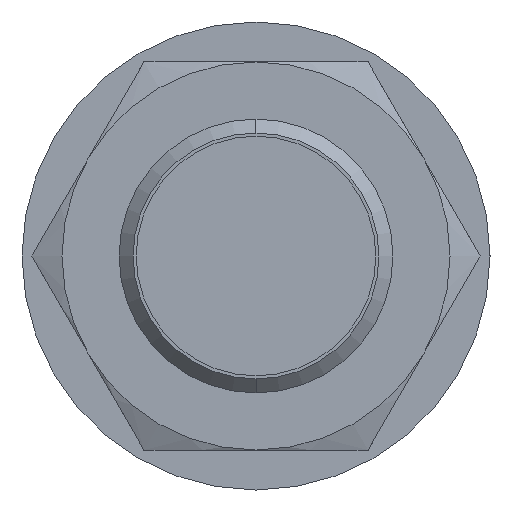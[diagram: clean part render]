
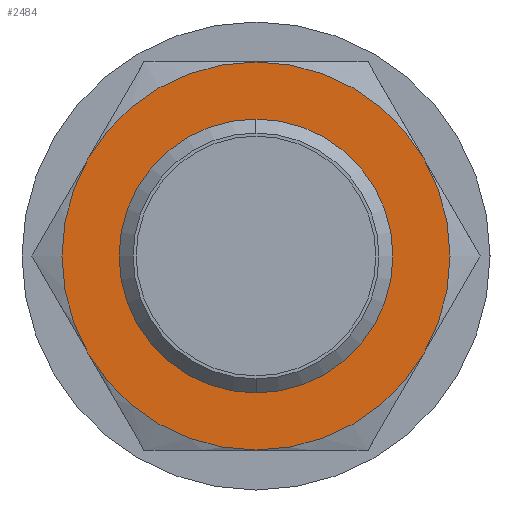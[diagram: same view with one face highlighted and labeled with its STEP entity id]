
A CAD part, left-side view. The second image highlights one B-rep face of the part: STEP entity #2484.
In plain terms, the highlighted planar face has unit normal (-1, 0, 0).
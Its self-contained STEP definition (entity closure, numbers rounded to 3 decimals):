
#90 = CARTESIAN_POINT ( 'NONE',  ( -2., 0., -6. ) ) ;
#102 = DIRECTION ( 'NONE',  ( 1., 0., 0. ) ) ;
#127 = DIRECTION ( 'NONE',  ( 0., 1., 0. ) ) ;
#177 = CARTESIAN_POINT ( 'NONE',  ( -2., 0., 0. ) ) ;
#200 = CIRCLE ( 'NONE', #1196, 8.5 ) ;
#395 = CARTESIAN_POINT ( 'NONE',  ( -2., -7.361, -4.25 ) ) ;
#483 = DIRECTION ( 'NONE',  ( 1., 0., 0. ) ) ;
#558 = AXIS2_PLACEMENT_3D ( 'NONE', #4695, #1829, #833 ) ;
#592 = CARTESIAN_POINT ( 'NONE',  ( -2., -8.5, 8.5 ) ) ;
#745 = VERTEX_POINT ( 'NONE', #5381 ) ;
#828 = VERTEX_POINT ( 'NONE', #395 ) ;
#833 = DIRECTION ( 'NONE',  ( 0., 0., 1. ) ) ;
#911 = ORIENTED_EDGE ( 'NONE', *, *, #5169, .F. ) ;
#1036 = FACE_OUTER_BOUND ( 'NONE', #2738, .T. ) ;
#1196 = AXIS2_PLACEMENT_3D ( 'NONE', #1434, #4169, #2308 ) ;
#1216 = CIRCLE ( 'NONE', #5387, 8.5 ) ;
#1265 = ORIENTED_EDGE ( 'NONE', *, *, #3171, .F. ) ;
#1304 = DIRECTION ( 'NONE',  ( 0., -0.866, -0.5 ) ) ;
#1407 = VERTEX_POINT ( 'NONE', #90 ) ;
#1427 = CARTESIAN_POINT ( 'NONE',  ( -2., 0., 0. ) ) ;
#1434 = CARTESIAN_POINT ( 'NONE',  ( -2., 0., 0. ) ) ;
#1451 = AXIS2_PLACEMENT_3D ( 'NONE', #3180, #4636, #1304 ) ;
#1826 = DIRECTION ( 'NONE',  ( 0., 0., 1. ) ) ;
#1829 = DIRECTION ( 'NONE',  ( 1., 0., 0. ) ) ;
#1852 = CARTESIAN_POINT ( 'NONE',  ( -2., 0., -8.5 ) ) ;
#1917 = DIRECTION ( 'NONE',  ( 0., 0.866, 0.5 ) ) ;
#2043 = CIRCLE ( 'NONE', #558, 6. ) ;
#2169 = ORIENTED_EDGE ( 'NONE', *, *, #3247, .F. ) ;
#2171 = EDGE_CURVE ( 'NONE', #3152, #745, #5830, .T. ) ;
#2207 = VERTEX_POINT ( 'NONE', #5951 ) ;
#2212 = CARTESIAN_POINT ( 'NONE',  ( -2., 0., 8.5 ) ) ;
#2308 = DIRECTION ( 'NONE',  ( 0., 0.866, -0.5 ) ) ;
#2384 = CARTESIAN_POINT ( 'NONE',  ( -2., 7.361, -4.25 ) ) ;
#2425 = CARTESIAN_POINT ( 'NONE',  ( -2., 0., 0. ) ) ;
#2484 = ADVANCED_FACE ( 'NONE', ( #1036, #2536 ), #3034, .T. ) ;
#2505 = DIRECTION ( 'NONE',  ( -1., 0., 0. ) ) ;
#2536 = FACE_BOUND ( 'NONE', #5100, .T. ) ;
#2651 = DIRECTION ( 'NONE',  ( 1., 0., 0. ) ) ;
#2738 = EDGE_LOOP ( 'NONE', ( #3825, #1265, #2169, #3971, #3533, #911 ) ) ;
#2748 = ORIENTED_EDGE ( 'NONE', *, *, #3279, .T. ) ;
#2902 = CIRCLE ( 'NONE', #5470, 6. ) ;
#2951 = CARTESIAN_POINT ( 'NONE',  ( -2., 0., 0. ) ) ;
#2969 = AXIS2_PLACEMENT_3D ( 'NONE', #1427, #483, #4434 ) ;
#3034 = PLANE ( 'NONE',  #6021 ) ;
#3152 = VERTEX_POINT ( 'NONE', #2212 ) ;
#3171 = EDGE_CURVE ( 'NONE', #4960, #5160, #4246, .T. ) ;
#3180 = CARTESIAN_POINT ( 'NONE',  ( -2., 0., 0. ) ) ;
#3247 = EDGE_CURVE ( 'NONE', #828, #4960, #3346, .T. ) ;
#3266 = CARTESIAN_POINT ( 'NONE',  ( -2., 0., 0. ) ) ;
#3279 = EDGE_CURVE ( 'NONE', #3496, #1407, #2043, .T. ) ;
#3346 = CIRCLE ( 'NONE', #1451, 8.5 ) ;
#3464 = DIRECTION ( 'NONE',  ( 1., 0., 0. ) ) ;
#3496 = VERTEX_POINT ( 'NONE', #4946 ) ;
#3533 = ORIENTED_EDGE ( 'NONE', *, *, #2171, .F. ) ;
#3705 = CIRCLE ( 'NONE', #4696, 8.5 ) ;
#3751 = AXIS2_PLACEMENT_3D ( 'NONE', #177, #2651, #4109 ) ;
#3825 = ORIENTED_EDGE ( 'NONE', *, *, #4160, .F. ) ;
#3971 = ORIENTED_EDGE ( 'NONE', *, *, #5112, .F. ) ;
#4031 = ORIENTED_EDGE ( 'NONE', *, *, #4584, .T. ) ;
#4109 = DIRECTION ( 'NONE',  ( 0., 0., -1. ) ) ;
#4160 = EDGE_CURVE ( 'NONE', #5160, #2207, #200, .T. ) ;
#4169 = DIRECTION ( 'NONE',  ( 1., 0., 0. ) ) ;
#4246 = CIRCLE ( 'NONE', #3751, 8.5 ) ;
#4434 = DIRECTION ( 'NONE',  ( 0., 0., 1. ) ) ;
#4584 = EDGE_CURVE ( 'NONE', #1407, #3496, #2902, .T. ) ;
#4636 = DIRECTION ( 'NONE',  ( 1., 0., 0. ) ) ;
#4695 = CARTESIAN_POINT ( 'NONE',  ( -2., 0., 0. ) ) ;
#4696 = AXIS2_PLACEMENT_3D ( 'NONE', #2951, #3464, #1917 ) ;
#4746 = DIRECTION ( 'NONE',  ( 0., -0.866, -0.5 ) ) ;
#4946 = CARTESIAN_POINT ( 'NONE',  ( -2., 0., 6. ) ) ;
#4960 = VERTEX_POINT ( 'NONE', #1852 ) ;
#5100 = EDGE_LOOP ( 'NONE', ( #4031, #2748 ) ) ;
#5112 = EDGE_CURVE ( 'NONE', #745, #828, #1216, .T. ) ;
#5160 = VERTEX_POINT ( 'NONE', #2384 ) ;
#5169 = EDGE_CURVE ( 'NONE', #2207, #3152, #3705, .T. ) ;
#5381 = CARTESIAN_POINT ( 'NONE',  ( -2., -7.361, 4.25 ) ) ;
#5387 = AXIS2_PLACEMENT_3D ( 'NONE', #2425, #102, #4746 ) ;
#5470 = AXIS2_PLACEMENT_3D ( 'NONE', #3266, #5678, #1826 ) ;
#5678 = DIRECTION ( 'NONE',  ( 1., 0., 0. ) ) ;
#5830 = CIRCLE ( 'NONE', #2969, 8.5 ) ;
#5951 = CARTESIAN_POINT ( 'NONE',  ( -2., 7.361, 4.25 ) ) ;
#6021 = AXIS2_PLACEMENT_3D ( 'NONE', #592, #2505, #127 ) ;
